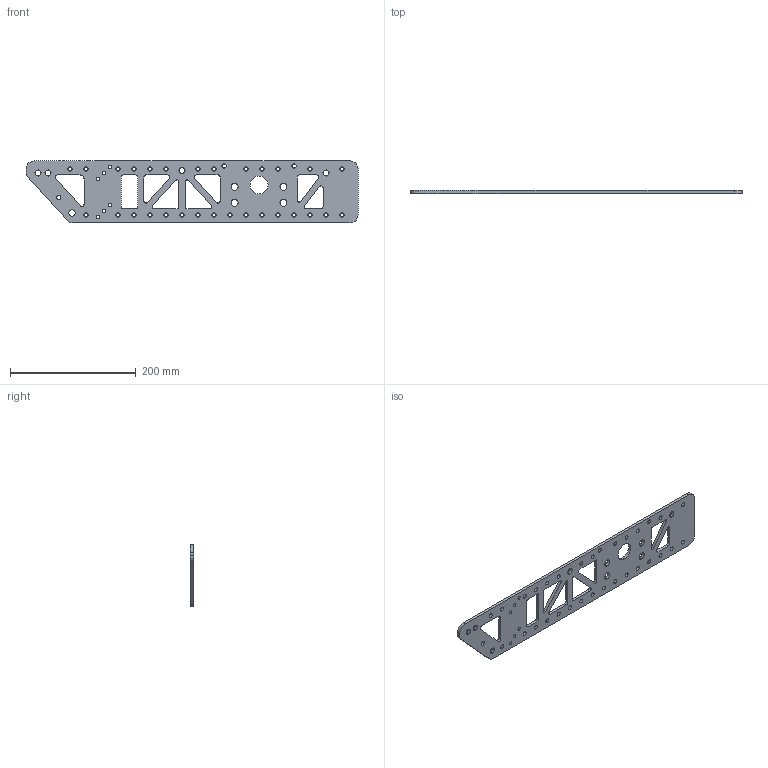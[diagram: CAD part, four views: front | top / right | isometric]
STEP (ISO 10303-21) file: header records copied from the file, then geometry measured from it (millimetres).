
FILE_DESCRIPTION (( 'STEP AP203' ), '1' );
FILE_NAME ('am-3318 Outside Plate r2.STEP', '2015-12-17T19:09:17', ( '' ), ( '' ), 'SwSTEP 2.0', 'SolidWorks 2014', '' );
FILE_SCHEMA (( 'CONFIG_CONTROL_DESIGN' ));
Length unit declared in the file: inch
Products named in the file (1): am-3318 Outside Plate r2
Bounding box: 527.05 x 4.76 x 98.42 mm (x, y, z)
Volume: 178788.1 mm3; surface area: 91740.4 mm2
Topology: 1 solids, 1 shells, 161 faces, 477 edges, 318 vertices
Faces by surface type: cylinder 129, plane 32
Entity records: 5832 total; most frequent: DIRECTION 1059, CARTESIAN_POINT 957, ORIENTED_EDGE 954, EDGE_CURVE 477, AXIS2_PLACEMENT_3D 420, VERTEX_POINT 318, EDGE_LOOP 273, CIRCLE 258
